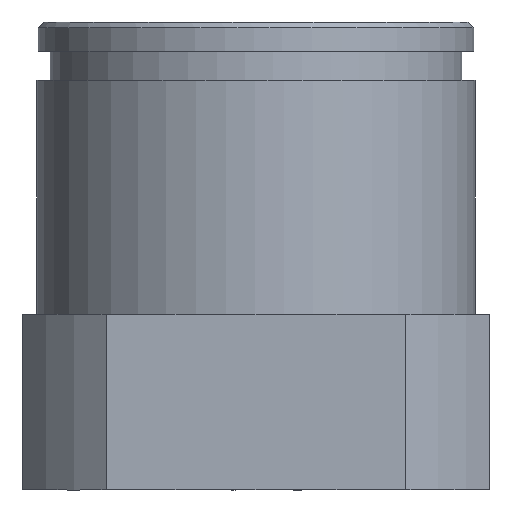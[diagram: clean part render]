
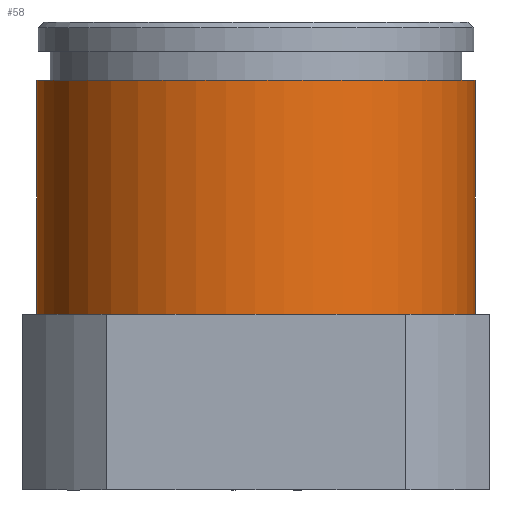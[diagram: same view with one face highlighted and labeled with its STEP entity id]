
A CAD part, front view. The second image highlights one B-rep face of the part: STEP entity #58.
In plain terms, the highlighted free-form (B-spline) face has degree [2, 1] with [5, 2] control points.
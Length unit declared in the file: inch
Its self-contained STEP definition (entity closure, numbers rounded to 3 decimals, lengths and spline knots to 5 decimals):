
#58=ADVANCED_FACE($,(#109),#646,.T.);
#109=FACE_OUTER_BOUND($,#164,.T.);
#164=EDGE_LOOP($,(#355,#356,#357,#358));
#355=ORIENTED_EDGE($,*,*,#510,.T.);
#356=ORIENTED_EDGE($,*,*,#424,.T.);
#357=ORIENTED_EDGE($,*,*,#512,.F.);
#358=ORIENTED_EDGE($,*,*,#511,.F.);
#424=EDGE_CURVE($,#543,#542,#664,.T.);
#510=EDGE_CURVE($,#592,#543,#769,.T.);
#511=EDGE_CURVE($,#592,#593,#714,.T.);
#512=EDGE_CURVE($,#593,#542,#770,.T.);
#542=VERTEX_POINT($,#1911);
#543=VERTEX_POINT($,#1912);
#592=VERTEX_POINT($,#1961);
#593=VERTEX_POINT($,#1962);
#646=(
BOUNDED_SURFACE()
B_SPLINE_SURFACE(2,1,((#1786,#1787),(#1788,#1789),(#1790,#1791),(#1792,#1793),
(#1794,#1795)),.UNSPECIFIED.,.F.,.F.,.F.)
B_SPLINE_SURFACE_WITH_KNOTS((3,2,3),(2,2),(3.14159,4.71239,
6.28319),(0.13514,0.53514),.UNSPECIFIED.)
GEOMETRIC_REPRESENTATION_ITEM()
RATIONAL_B_SPLINE_SURFACE(((1.,1.),(0.707,0.707),
(1.,1.),(0.707,0.707),(1.,1.)))
REPRESENTATION_ITEM($)
SURFACE()
);
#664=B_SPLINE_CURVE_WITH_KNOTS($,1,(#906,#907),.UNSPECIFIED.,.F.,.F.,(2,
2),(0.13514,0.53514),.UNSPECIFIED.);
#714=B_SPLINE_CURVE_WITH_KNOTS($,1,(#1299,#1300),.UNSPECIFIED.,.F.,.F.,(2,
2),(0.13514,0.53514),.UNSPECIFIED.);
#769=(
BOUNDED_CURVE()
B_SPLINE_CURVE(2,(#1294,#1295,#1296,#1297,#1298),.UNSPECIFIED.,.F.,.F.)
B_SPLINE_CURVE_WITH_KNOTS((3,2,3),(3.14159,4.71239,6.28319),
.UNSPECIFIED.)
CURVE()
GEOMETRIC_REPRESENTATION_ITEM()
RATIONAL_B_SPLINE_CURVE((1.,0.707,1.,0.707,1.))
REPRESENTATION_ITEM($)
);
#770=(
BOUNDED_CURVE()
B_SPLINE_CURVE(2,(#1301,#1302,#1303,#1304,#1305),.UNSPECIFIED.,.F.,.F.)
B_SPLINE_CURVE_WITH_KNOTS((3,2,3),(3.14159,4.71239,6.28319),
.UNSPECIFIED.)
CURVE()
GEOMETRIC_REPRESENTATION_ITEM()
RATIONAL_B_SPLINE_CURVE((1.,0.707,1.,0.707,1.))
REPRESENTATION_ITEM($)
);
#906=CARTESIAN_POINT($,(-0.375,0.,0.7));
#907=CARTESIAN_POINT($,(-0.375,0.,0.3));
#1294=CARTESIAN_POINT($,(0.375,0.,0.7));
#1295=CARTESIAN_POINT($,(0.375,-0.375,0.7));
#1296=CARTESIAN_POINT($,(0.,-0.375,0.7));
#1297=CARTESIAN_POINT($,(-0.375,-0.375,0.7));
#1298=CARTESIAN_POINT($,(-0.375,0.,0.7));
#1299=CARTESIAN_POINT($,(0.375,0.,0.7));
#1300=CARTESIAN_POINT($,(0.375,0.,0.3));
#1301=CARTESIAN_POINT($,(0.375,0.,0.3));
#1302=CARTESIAN_POINT($,(0.375,-0.375,0.3));
#1303=CARTESIAN_POINT($,(0.,-0.375,0.3));
#1304=CARTESIAN_POINT($,(-0.375,-0.375,0.3));
#1305=CARTESIAN_POINT($,(-0.375,0.,0.3));
#1786=CARTESIAN_POINT($,(0.375,0.,0.7));
#1787=CARTESIAN_POINT($,(0.375,0.,0.3));
#1788=CARTESIAN_POINT($,(0.375,-0.375,0.7));
#1789=CARTESIAN_POINT($,(0.375,-0.375,0.3));
#1790=CARTESIAN_POINT($,(0.,-0.375,0.7));
#1791=CARTESIAN_POINT($,(0.,-0.375,0.3));
#1792=CARTESIAN_POINT($,(-0.375,-0.375,0.7));
#1793=CARTESIAN_POINT($,(-0.375,-0.375,0.3));
#1794=CARTESIAN_POINT($,(-0.375,0.,0.7));
#1795=CARTESIAN_POINT($,(-0.375,0.,0.3));
#1911=CARTESIAN_POINT($,(-0.375,0.,0.3));
#1912=CARTESIAN_POINT($,(-0.375,0.,0.7));
#1961=CARTESIAN_POINT($,(0.375,0.,0.7));
#1962=CARTESIAN_POINT($,(0.375,0.,0.3));
